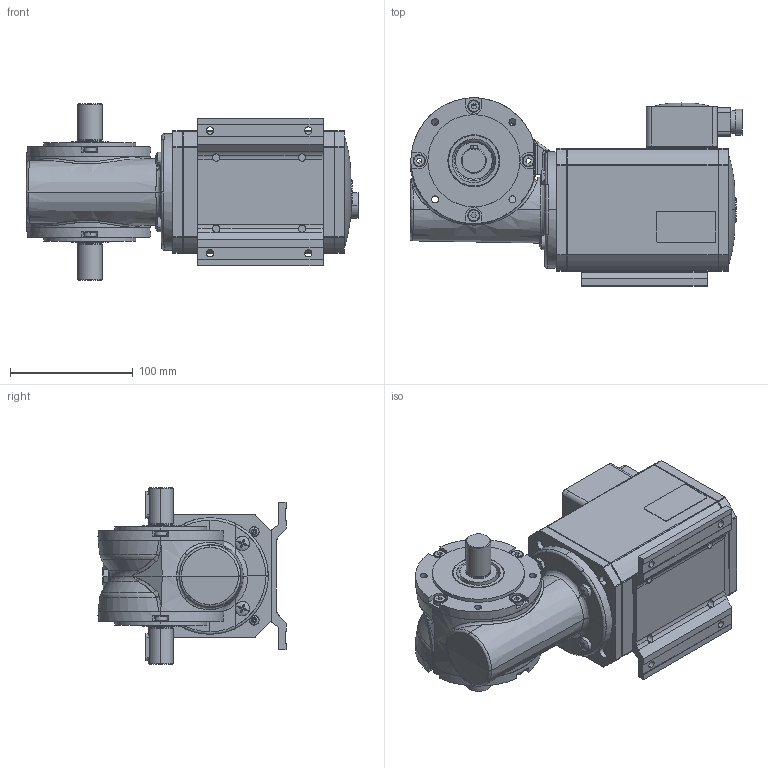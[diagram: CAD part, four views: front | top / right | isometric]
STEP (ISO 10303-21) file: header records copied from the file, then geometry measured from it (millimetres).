
FILE_DESCRIPTION(('STEP AP214'),'1');
FILE_NAME('tmp0.STP','2015-03-13T13:11:46',(' '),(' '),'Spatial InterOp 3D',' ',' ');
FILE_SCHEMA(('automotive_design'));
Length unit declared in the file: millimetre
Products named in the file (713): NONE; 1
Bounding box: 270.52 x 153.2 x 144 mm (x, y, z)
Volume: 1569770.4 mm3; surface area: 212539.1 mm2
Topology: 2 solids, 713 shells, 1191 faces, 4928 edges, 4474 vertices
Faces by surface type: plane 481, cylinder 369, cone 153, bspline 124, torus 60, sphere 4
Entity records: 99823 total; most frequent: CARTESIAN_POINT 25933, DIRECTION 9212, ORIENTED_EDGE 6131, EDGE_CURVE 4898, VERTEX_POINT 4474, STYLED_ITEM 3406, PRESENTATION_STYLE_ASSIGNMENT 3406, COLOUR_RGB 3406
